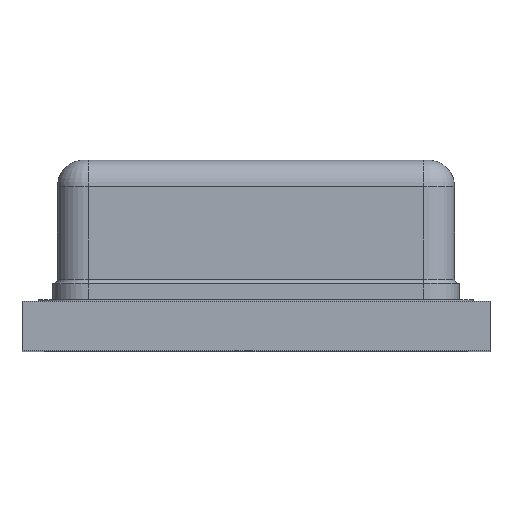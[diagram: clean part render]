
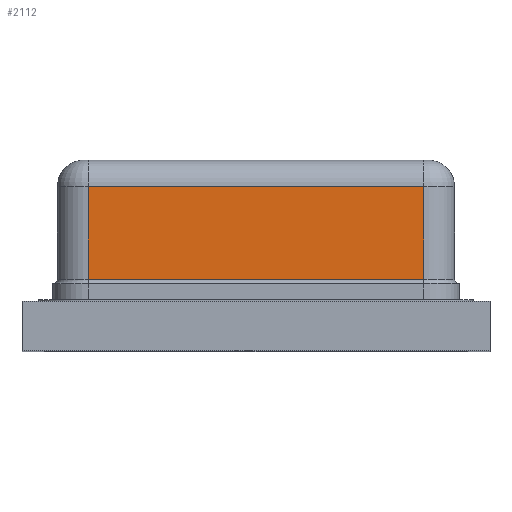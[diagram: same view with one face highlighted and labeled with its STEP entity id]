
A CAD part, top view. The second image highlights one B-rep face of the part: STEP entity #2112.
In plain terms, the highlighted planar face has unit normal (0, 0, 1).
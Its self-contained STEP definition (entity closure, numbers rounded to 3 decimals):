
#153 = VECTOR ( 'NONE', #1768, 1000. ) ;
#236 = VECTOR ( 'NONE', #1820, 1000. ) ;
#267 = VERTEX_POINT ( 'NONE', #1628 ) ;
#383 = EDGE_CURVE ( 'NONE', #3269, #2507, #3067, .T. ) ;
#450 = DIRECTION ( 'NONE',  ( 1., 0., 0. ) ) ;
#465 = CARTESIAN_POINT ( 'NONE',  ( -0.95, 0.405, 1.55 ) ) ;
#506 = CARTESIAN_POINT ( 'NONE',  ( 0.95, 0.93, 1.55 ) ) ;
#533 = VECTOR ( 'NONE', #3084, 1000. ) ;
#536 = DIRECTION ( 'NONE',  ( 0., 0., -1. ) ) ;
#729 = ORIENTED_EDGE ( 'NONE', *, *, #2441, .F. ) ;
#940 = CARTESIAN_POINT ( 'NONE',  ( -0.95, 0.93, 1.55 ) ) ;
#1158 = PLANE ( 'NONE',  #3414 ) ;
#1219 = CARTESIAN_POINT ( 'NONE',  ( -0.95, 5.99, 1.55 ) ) ;
#1402 = CARTESIAN_POINT ( 'NONE',  ( -0.95, 0.93, 1.55 ) ) ;
#1403 = EDGE_LOOP ( 'NONE', ( #729, #2522, #1780, #3181 ) ) ;
#1412 = DIRECTION ( 'NONE',  ( -1., 0., 0. ) ) ;
#1628 = CARTESIAN_POINT ( 'NONE',  ( 0.95, 0.405, 1.55 ) ) ;
#1768 = DIRECTION ( 'NONE',  ( 0., -1., 0. ) ) ;
#1780 = ORIENTED_EDGE ( 'NONE', *, *, #2275, .T. ) ;
#1820 = DIRECTION ( 'NONE',  ( 0., -1., 0. ) ) ;
#2092 = FACE_OUTER_BOUND ( 'NONE', #1403, .T. ) ;
#2112 = ADVANCED_FACE ( 'NONE', ( #2092 ), #1158, .F. ) ;
#2275 = EDGE_CURVE ( 'NONE', #2507, #2647, #3653, .T. ) ;
#2402 = VECTOR ( 'NONE', #450, 1000. ) ;
#2441 = EDGE_CURVE ( 'NONE', #3269, #267, #3103, .T. ) ;
#2507 = VERTEX_POINT ( 'NONE', #940 ) ;
#2522 = ORIENTED_EDGE ( 'NONE', *, *, #383, .T. ) ;
#2540 = EDGE_CURVE ( 'NONE', #2647, #267, #3186, .T. ) ;
#2647 = VERTEX_POINT ( 'NONE', #465 ) ;
#2698 = CARTESIAN_POINT ( 'NONE',  ( -0.95, 0.405, 1.55 ) ) ;
#2801 = CARTESIAN_POINT ( 'NONE',  ( -0.95, 5.99, 1.55 ) ) ;
#3067 = LINE ( 'NONE', #1402, #533 ) ;
#3084 = DIRECTION ( 'NONE',  ( -1., 0., 0. ) ) ;
#3103 = LINE ( 'NONE', #3520, #236 ) ;
#3181 = ORIENTED_EDGE ( 'NONE', *, *, #2540, .T. ) ;
#3186 = LINE ( 'NONE', #2698, #2402 ) ;
#3269 = VERTEX_POINT ( 'NONE', #506 ) ;
#3414 = AXIS2_PLACEMENT_3D ( 'NONE', #2801, #536, #1412 ) ;
#3520 = CARTESIAN_POINT ( 'NONE',  ( 0.95, 5.99, 1.55 ) ) ;
#3653 = LINE ( 'NONE', #1219, #153 ) ;
